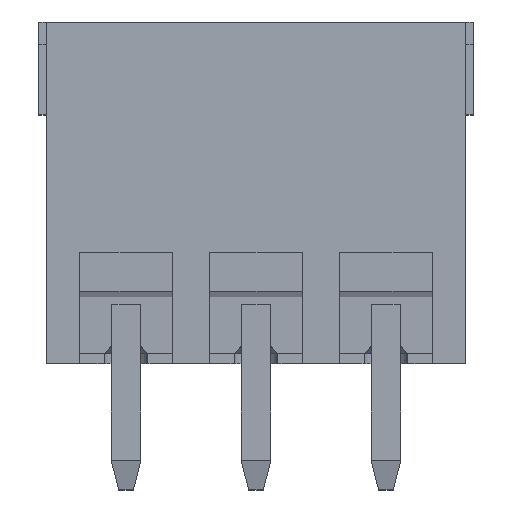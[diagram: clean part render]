
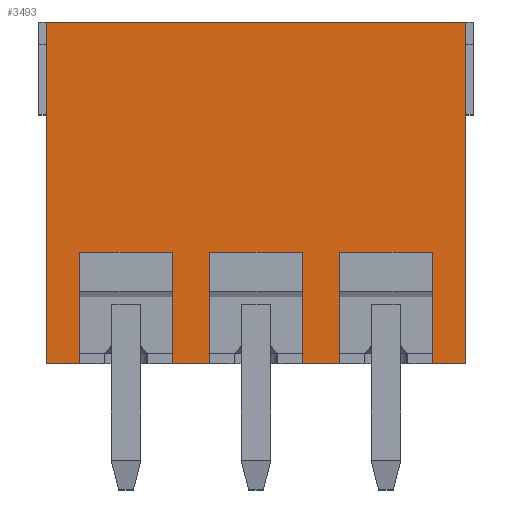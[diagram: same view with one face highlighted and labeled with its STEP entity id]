
A CAD part, top view. The second image highlights one B-rep face of the part: STEP entity #3493.
In plain terms, the highlighted planar face has unit normal (0, 0, 1).
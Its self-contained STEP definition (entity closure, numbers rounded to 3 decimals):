
#17 = VECTOR ( 'NONE', #4581, 1000. ) ;
#96 = EDGE_CURVE ( 'NONE', #8194, #1834, #2257, .T. ) ;
#122 = CARTESIAN_POINT ( 'NONE',  ( 3.4, 3.4, 3. ) ) ;
#172 = CARTESIAN_POINT ( 'NONE',  ( 0.9, 6.4, 3. ) ) ;
#236 = CARTESIAN_POINT ( 'NONE',  ( 3.4, 6.4, 3. ) ) ;
#310 = ORIENTED_EDGE ( 'NONE', *, *, #96, .F. ) ;
#405 = EDGE_CURVE ( 'NONE', #1881, #5175, #4171, .T. ) ;
#413 = LINE ( 'NONE', #3434, #5841 ) ;
#418 = ORIENTED_EDGE ( 'NONE', *, *, #2693, .F. ) ;
#443 = CARTESIAN_POINT ( 'NONE',  ( 6.9, 6.4, 3. ) ) ;
#468 = CARTESIAN_POINT ( 'NONE',  ( 11.3, 3.4, 3. ) ) ;
#474 = ORIENTED_EDGE ( 'NONE', *, *, #2268, .F. ) ;
#540 = PLANE ( 'NONE',  #4349 ) ;
#565 = LINE ( 'NONE', #4383, #7784 ) ;
#581 = EDGE_CURVE ( 'NONE', #8687, #5175, #3201, .T. ) ;
#630 = ORIENTED_EDGE ( 'NONE', *, *, #7781, .T. ) ;
#749 = CARTESIAN_POINT ( 'NONE',  ( 7.9, 3.4, 3. ) ) ;
#762 = LINE ( 'NONE', #3775, #17 ) ;
#803 = VECTOR ( 'NONE', #9181, 1000. ) ;
#888 = VECTOR ( 'NONE', #8954, 1000. ) ;
#1000 = EDGE_CURVE ( 'NONE', #6246, #2142, #6911, .T. ) ;
#1006 = VECTOR ( 'NONE', #1749, 1000. ) ;
#1016 = VECTOR ( 'NONE', #2126, 1000. ) ;
#1026 = VECTOR ( 'NONE', #1170, 1000. ) ;
#1170 = DIRECTION ( 'NONE',  ( 0., 1., 0. ) ) ;
#1180 = VECTOR ( 'NONE', #3804, 1000. ) ;
#1271 = CARTESIAN_POINT ( 'NONE',  ( 4.4, 3.4, 3. ) ) ;
#1276 = CARTESIAN_POINT ( 'NONE',  ( 4.4, 3.4, 3. ) ) ;
#1321 = ORIENTED_EDGE ( 'NONE', *, *, #405, .F. ) ;
#1358 = VECTOR ( 'NONE', #8710, 1000. ) ;
#1360 = EDGE_CURVE ( 'NONE', #6557, #9072, #762, .T. ) ;
#1423 = CARTESIAN_POINT ( 'NONE',  ( 7.9, 3.4, 3. ) ) ;
#1439 = VECTOR ( 'NONE', #4795, 1000. ) ;
#1534 = LINE ( 'NONE', #5170, #888 ) ;
#1612 = EDGE_CURVE ( 'NONE', #5689, #1834, #6611, .T. ) ;
#1635 = LINE ( 'NONE', #7603, #1180 ) ;
#1667 = DIRECTION ( 'NONE',  ( 0., 1., 0. ) ) ;
#1749 = DIRECTION ( 'NONE',  ( 1., 0., 0. ) ) ;
#1834 = VERTEX_POINT ( 'NONE', #7559 ) ;
#1879 = LINE ( 'NONE', #2672, #1358 ) ;
#1881 = VERTEX_POINT ( 'NONE', #1276 ) ;
#1996 = ORIENTED_EDGE ( 'NONE', *, *, #3906, .T. ) ;
#2116 = DIRECTION ( 'NONE',  ( 0., 1., 0. ) ) ;
#2126 = DIRECTION ( 'NONE',  ( -1., 0., 0. ) ) ;
#2142 = VERTEX_POINT ( 'NONE', #172 ) ;
#2246 = CARTESIAN_POINT ( 'NONE',  ( 0., 12.6, 3. ) ) ;
#2257 = LINE ( 'NONE', #1423, #803 ) ;
#2268 = EDGE_CURVE ( 'NONE', #3376, #2911, #8223, .T. ) ;
#2499 = CARTESIAN_POINT ( 'NONE',  ( 0.9, 3.4, 3. ) ) ;
#2672 = CARTESIAN_POINT ( 'NONE',  ( 7.9, 6.4, 3. ) ) ;
#2693 = EDGE_CURVE ( 'NONE', #8687, #2142, #565, .T. ) ;
#2815 = ORIENTED_EDGE ( 'NONE', *, *, #581, .T. ) ;
#2890 = CARTESIAN_POINT ( 'NONE',  ( 11.3, 3.4, 3. ) ) ;
#2911 = VERTEX_POINT ( 'NONE', #6796 ) ;
#2961 = CARTESIAN_POINT ( 'NONE',  ( 4.4, 6.4, 3. ) ) ;
#3185 = EDGE_CURVE ( 'NONE', #3547, #8194, #1635, .T. ) ;
#3201 = LINE ( 'NONE', #236, #1439 ) ;
#3376 = VERTEX_POINT ( 'NONE', #5700 ) ;
#3434 = CARTESIAN_POINT ( 'NONE',  ( 0., 3.4, 3. ) ) ;
#3493 = ADVANCED_FACE ( 'NONE', ( #8890 ), #540, .T. ) ;
#3547 = VERTEX_POINT ( 'NONE', #5749 ) ;
#3775 = CARTESIAN_POINT ( 'NONE',  ( 0., 12.6, 3. ) ) ;
#3804 = DIRECTION ( 'NONE',  ( 0., -1., 0. ) ) ;
#3906 = EDGE_CURVE ( 'NONE', #3963, #9072, #5838, .T. ) ;
#3957 = EDGE_LOOP ( 'NONE', ( #1321, #630, #5118, #5211, #310, #6606, #8155, #474, #9021, #1996, #6813, #4067, #8840, #5226, #418, #2815 ) ) ;
#3963 = VERTEX_POINT ( 'NONE', #2890 ) ;
#4067 = ORIENTED_EDGE ( 'NONE', *, *, #6721, .F. ) ;
#4167 = EDGE_CURVE ( 'NONE', #3376, #3963, #9309, .T. ) ;
#4171 = LINE ( 'NONE', #6440, #8530 ) ;
#4255 = DIRECTION ( 'NONE',  ( 0., 0., 1. ) ) ;
#4330 = DIRECTION ( 'NONE',  ( 0., -1., 0. ) ) ;
#4349 = AXIS2_PLACEMENT_3D ( 'NONE', #6678, #4255, #2116 ) ;
#4383 = CARTESIAN_POINT ( 'NONE',  ( 3.4, 6.4, 3. ) ) ;
#4415 = CARTESIAN_POINT ( 'NONE',  ( 6.9, 6.4, 3. ) ) ;
#4515 = DIRECTION ( 'NONE',  ( 0., 1., 0. ) ) ;
#4581 = DIRECTION ( 'NONE',  ( 1., 0., 0. ) ) ;
#4719 = DIRECTION ( 'NONE',  ( 0., 1., 0. ) ) ;
#4757 = EDGE_CURVE ( 'NONE', #5689, #9572, #8998, .T. ) ;
#4792 = VECTOR ( 'NONE', #5142, 1000. ) ;
#4795 = DIRECTION ( 'NONE',  ( 0., -1., 0. ) ) ;
#4928 = VECTOR ( 'NONE', #1667, 1000. ) ;
#4966 = DIRECTION ( 'NONE',  ( -1., 0., 0. ) ) ;
#5118 = ORIENTED_EDGE ( 'NONE', *, *, #4757, .F. ) ;
#5142 = DIRECTION ( 'NONE',  ( 0., 1., 0. ) ) ;
#5170 = CARTESIAN_POINT ( 'NONE',  ( 0.9, 3.4, 3. ) ) ;
#5175 = VERTEX_POINT ( 'NONE', #122 ) ;
#5211 = ORIENTED_EDGE ( 'NONE', *, *, #1612, .T. ) ;
#5226 = ORIENTED_EDGE ( 'NONE', *, *, #1000, .T. ) ;
#5349 = VERTEX_POINT ( 'NONE', #6508 ) ;
#5524 = CARTESIAN_POINT ( 'NONE',  ( 10.4, 3.4, 3. ) ) ;
#5672 = EDGE_CURVE ( 'NONE', #3547, #2911, #1879, .T. ) ;
#5689 = VERTEX_POINT ( 'NONE', #443 ) ;
#5700 = CARTESIAN_POINT ( 'NONE',  ( 10.4, 3.4, 3. ) ) ;
#5714 = VECTOR ( 'NONE', #4719, 1000. ) ;
#5742 = EDGE_CURVE ( 'NONE', #6246, #5349, #1534, .T. ) ;
#5749 = CARTESIAN_POINT ( 'NONE',  ( 7.9, 6.4, 3. ) ) ;
#5838 = LINE ( 'NONE', #468, #1026 ) ;
#5841 = VECTOR ( 'NONE', #4515, 1000. ) ;
#5880 = CARTESIAN_POINT ( 'NONE',  ( 11.3, 12.6, 3. ) ) ;
#6019 = CARTESIAN_POINT ( 'NONE',  ( 10.4, 3.4, 3. ) ) ;
#6246 = VERTEX_POINT ( 'NONE', #2499 ) ;
#6440 = CARTESIAN_POINT ( 'NONE',  ( 4.4, 3.4, 3. ) ) ;
#6508 = CARTESIAN_POINT ( 'NONE',  ( 0., 3.4, 3. ) ) ;
#6557 = VERTEX_POINT ( 'NONE', #2246 ) ;
#6606 = ORIENTED_EDGE ( 'NONE', *, *, #3185, .F. ) ;
#6611 = LINE ( 'NONE', #9508, #7294 ) ;
#6678 = CARTESIAN_POINT ( 'NONE',  ( 11.3, 3.4, 3. ) ) ;
#6721 = EDGE_CURVE ( 'NONE', #5349, #6557, #413, .T. ) ;
#6796 = CARTESIAN_POINT ( 'NONE',  ( 10.4, 6.4, 3. ) ) ;
#6813 = ORIENTED_EDGE ( 'NONE', *, *, #1360, .F. ) ;
#6911 = LINE ( 'NONE', #8433, #4928 ) ;
#7294 = VECTOR ( 'NONE', #4330, 1000. ) ;
#7559 = CARTESIAN_POINT ( 'NONE',  ( 6.9, 3.4, 3. ) ) ;
#7603 = CARTESIAN_POINT ( 'NONE',  ( 7.9, 6.4, 3. ) ) ;
#7781 = EDGE_CURVE ( 'NONE', #1881, #9572, #8039, .T. ) ;
#7784 = VECTOR ( 'NONE', #9611, 1000. ) ;
#7844 = CARTESIAN_POINT ( 'NONE',  ( 3.4, 6.4, 3. ) ) ;
#8039 = LINE ( 'NONE', #1271, #5714 ) ;
#8155 = ORIENTED_EDGE ( 'NONE', *, *, #5672, .T. ) ;
#8194 = VERTEX_POINT ( 'NONE', #749 ) ;
#8223 = LINE ( 'NONE', #6019, #4792 ) ;
#8433 = CARTESIAN_POINT ( 'NONE',  ( 0.9, 3.4, 3. ) ) ;
#8530 = VECTOR ( 'NONE', #4966, 1000. ) ;
#8687 = VERTEX_POINT ( 'NONE', #7844 ) ;
#8710 = DIRECTION ( 'NONE',  ( 1., 0., 0. ) ) ;
#8840 = ORIENTED_EDGE ( 'NONE', *, *, #5742, .F. ) ;
#8890 = FACE_OUTER_BOUND ( 'NONE', #3957, .T. ) ;
#8954 = DIRECTION ( 'NONE',  ( -1., 0., 0. ) ) ;
#8998 = LINE ( 'NONE', #4415, #1016 ) ;
#9021 = ORIENTED_EDGE ( 'NONE', *, *, #4167, .T. ) ;
#9072 = VERTEX_POINT ( 'NONE', #5880 ) ;
#9181 = DIRECTION ( 'NONE',  ( -1., 0., 0. ) ) ;
#9309 = LINE ( 'NONE', #5524, #1006 ) ;
#9508 = CARTESIAN_POINT ( 'NONE',  ( 6.9, 6.4, 3. ) ) ;
#9572 = VERTEX_POINT ( 'NONE', #2961 ) ;
#9611 = DIRECTION ( 'NONE',  ( -1., 0., 0. ) ) ;
